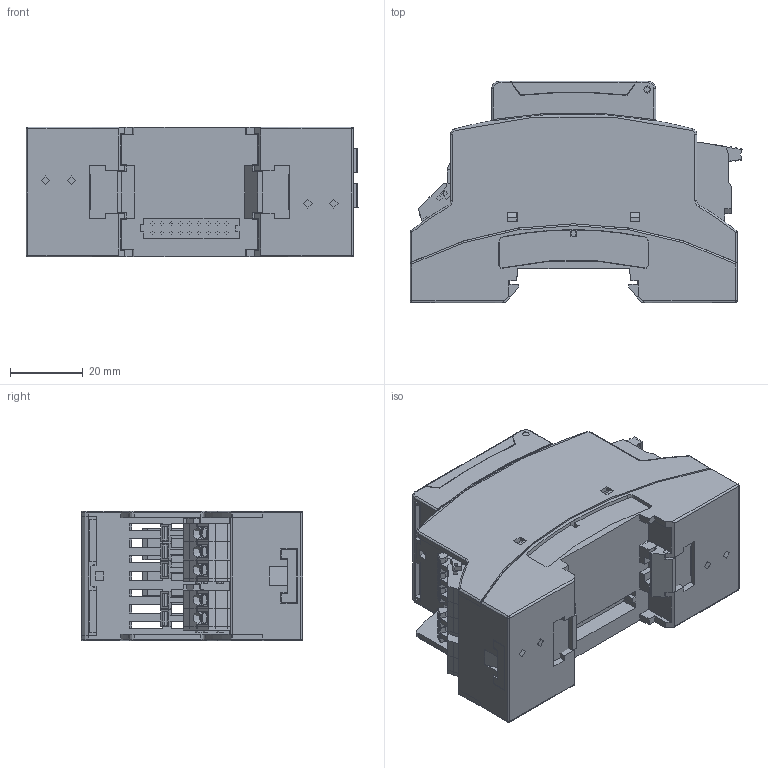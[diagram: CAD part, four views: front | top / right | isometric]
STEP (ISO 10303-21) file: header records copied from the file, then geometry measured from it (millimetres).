
FILE_DESCRIPTION(/* description */ (''),/* implementation_level */ '2;1');
FILE_NAME(/* name */ 'IsoBlock I-FG-1c-S.stp',/* time_stamp */ '2019-02-20T02:44:03+02:00',/* author */ ('GG'),/* organization */ (''),/* preprocessor_version */ 'ST-DEVELOPER v16.13',/* originating_system */ 'Autodesk Inventor 2018',/* authorisation */ '');
FILE_SCHEMA (('AUTOMOTIVE_DESIGN { 1 0 10303 214 3 1 1 }'));
Products named in the file (27): IsoBlock I-FG-1; BC 2TE I-FG-1; 2896254; BC_35.6_GEH-UT_HBUS_H.Select; Fussriegel_14.4_L30_Sperr_H.Select.1; 2896047; BC_35.6_GEH-OT_U22_H.Select; BC_35.6_DKL_R_H.Select I-FG-1; F03PS05D(new)(step); Board_IsoBlock_I-FG-1c_PCB; 1792096 Red; PLH_5_1-7.5 - Red; 1792096 Black; PLH_5_1-7.5; STEP-691414720005B; Solid10; Solid11; Solid12; Solid13; STEP-691414720006B; Solid1_2; Solid3_2; Solid4_2; Solid7_2; Solid8_2; Solid6_2; Solid9_2
Assembly tree (38 placements, depth 4):
  IsoBlock I-FG-1
    BC 2TE I-FG-1
      2896254
        BC_35.6_GEH-UT_HBUS_H.Select
        Fussriegel_14.4_L30_Sperr_H.Select.1  x2
      2896047
        BC_35.6_GEH-OT_U22_H.Select
      BC_35.6_DKL_R_H.Select I-FG-1
    F03PS05D(new)(step)
    Board_IsoBlock_I-FG-1c_PCB
    1792096 Red
      PLH_5_1-7.5 - Red
    1792096 Black
      PLH_5_1-7.5
    STEP-691414720005B
      Solid1_2
      Solid3_2
      Solid4_2
      Solid6_2
      Solid9_2
      Solid10  x2
      Solid11  x2
      Solid12  x2
      Solid13  x2
    STEP-691414720006B
      Solid1_2
      Solid3_2
      Solid4_2
      Solid7_2
      Solid8_2
      Solid6_2  x2
      Solid9_2  x2
Bounding box: 90.99 x 60.7 x 35.6 mm (x, y, z)
Volume: 53528.7 mm3; surface area: 67767.2 mm2
Topology: 35 solids, 35 shells, 2977 faces, 8231 edges, 5322 vertices
Faces by surface type: plane 2086, cylinder 728, torus 88, bspline 48, cone 19, sphere 8
Full cylindrical faces by diameter (mm): 0.305 x9, 0.356 x10, 0.406 x21, 0.457 x11, 0.508 x2, 0.775 x10, 0.787 x3, 0.813 x2, 0.914 x4, 1 x30, 1.05 x4, 1.067 x8, 1.118 x10, 1.2 x12, 1.25 x12, 1.321 x8, 1.4 x17, 1.448 x2, 1.6 x24, 1.981 x4, 2 x4, 2.4 x6, 2.5 x2, 4.2 x2
Entity records: 80044 total; most frequent: CARTESIAN_POINT 16078, ORIENTED_EDGE 12786, DIRECTION 12416, EDGE_CURVE 6393, LINE 4910, VECTOR 4910, VERTEX_POINT 4255, AXIS2_PLACEMENT_3D 3753
